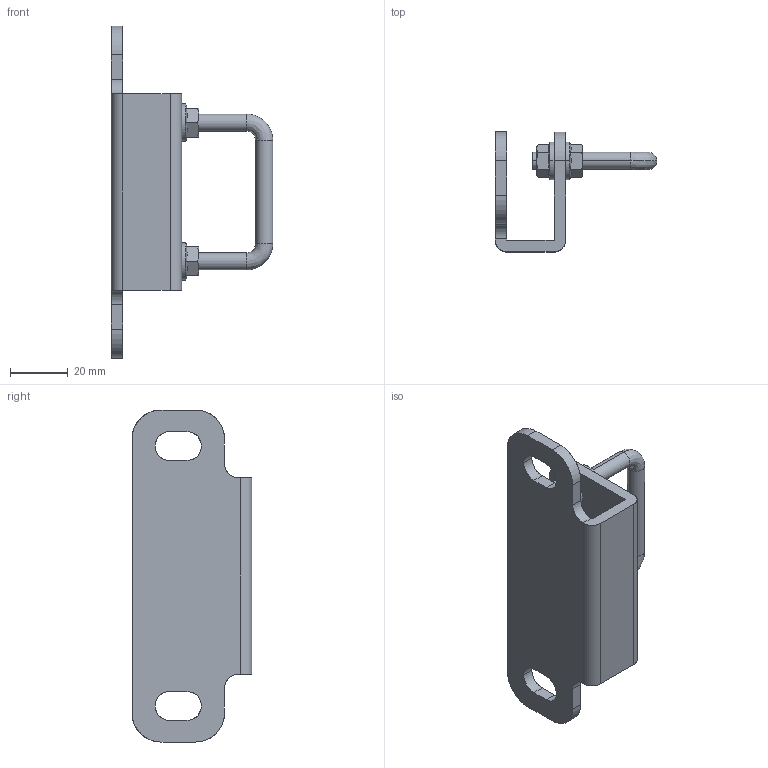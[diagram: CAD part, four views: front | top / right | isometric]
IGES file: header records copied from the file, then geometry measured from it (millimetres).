
Start section: SolidWorks IGES file using analytic representation for surfaces
Global section: file name: C-1885-S.IGS,15; native system: HSolidWorks 2014; preprocessor: SolidWorks 2014; author: 1337yo; date: 190730.151549; units: millimetre
Bounding box: 56 x 41.5 x 115 mm (x, y, z)
Surface area: 20446.1 mm2 (no closed solid volume)
Topology: 0 solids, 0 shells, 156 faces, 2084 edges, 2084 vertices
Faces by surface type: revolution 98, bspline 58
